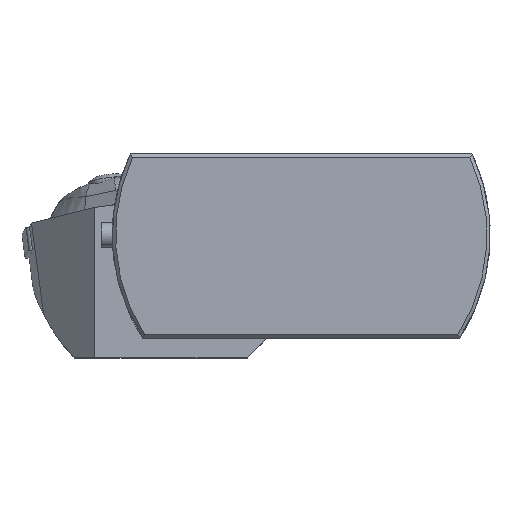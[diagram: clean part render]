
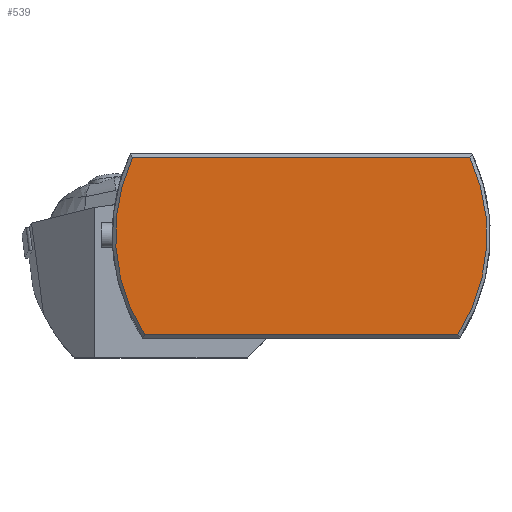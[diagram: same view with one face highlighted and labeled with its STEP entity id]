
A CAD part, top view. The second image highlights one B-rep face of the part: STEP entity #539.
In plain terms, the highlighted planar face has unit normal (0, 0, 1).
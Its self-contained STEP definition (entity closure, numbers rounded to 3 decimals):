
#237=PLANE('',#1818);
#244=LINE('',#2283,#355);
#246=LINE('',#2301,#357);
#355=VECTOR('',#1862,1.);
#357=VECTOR('',#1872,1.);
#539=ADVANCED_FACE('',(#617),#237,.T.);
#617=FACE_OUTER_BOUND('',#709,.T.);
#709=EDGE_LOOP('',(#1153,#1154,#1155,#1156));
#724=CIRCLE('',#1700,37.825);
#726=CIRCLE('',#1704,37.825);
#1153=ORIENTED_EDGE('',*,*,#1359,.F.);
#1154=ORIENTED_EDGE('',*,*,#1368,.F.);
#1155=ORIENTED_EDGE('',*,*,#1365,.F.);
#1156=ORIENTED_EDGE('',*,*,#1362,.F.);
#1209=VERTEX_POINT('',#2272);
#1211=VERTEX_POINT('',#2275);
#1213=VERTEX_POINT('',#2284);
#1215=VERTEX_POINT('',#2293);
#1359=EDGE_CURVE('',#1209,#1211,#724,.T.);
#1362=EDGE_CURVE('',#1211,#1213,#244,.T.);
#1365=EDGE_CURVE('',#1213,#1215,#726,.T.);
#1368=EDGE_CURVE('',#1215,#1209,#246,.T.);
#1700=AXIS2_PLACEMENT_3D('',#2274,#1856,#1857);
#1704=AXIS2_PLACEMENT_3D('',#2292,#1866,#1867);
#1818=AXIS2_PLACEMENT_3D('',#3201,#2187,#2188);
#1856=DIRECTION('',(0.,0.,-1.));
#1857=DIRECTION('',(1.,0.,0.));
#1862=DIRECTION('',(-1.,0.,0.));
#1866=DIRECTION('',(0.,0.,-1.));
#1867=DIRECTION('',(1.,0.,0.));
#1872=DIRECTION('',(1.,0.,0.));
#2187=DIRECTION('',(0.,0.,1.));
#2188=DIRECTION('',(1.,0.,0.));
#2272=CARTESIAN_POINT('',(34.355,15.825,0.));
#2274=CARTESIAN_POINT('',(0.,0.,0.));
#2275=CARTESIAN_POINT('',(31.9,-20.325,0.));
#2283=CARTESIAN_POINT('',(32.268,-20.325,0.));
#2284=CARTESIAN_POINT('',(-31.9,-20.325,0.));
#2292=CARTESIAN_POINT('',(0.,0.,0.));
#2293=CARTESIAN_POINT('',(-34.355,15.825,0.));
#2301=CARTESIAN_POINT('',(-34.785,15.825,0.));
#3201=CARTESIAN_POINT('',(3.,0.,0.));
